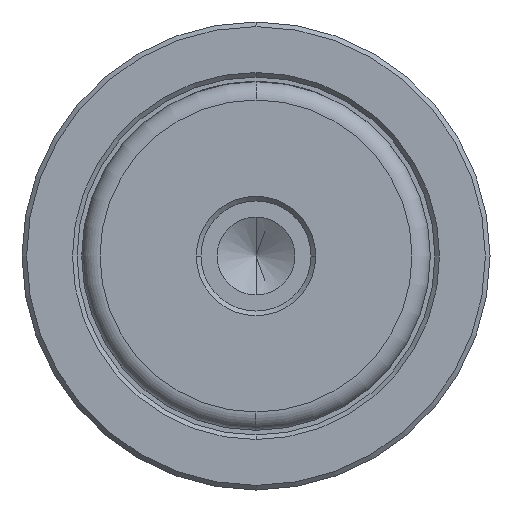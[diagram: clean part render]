
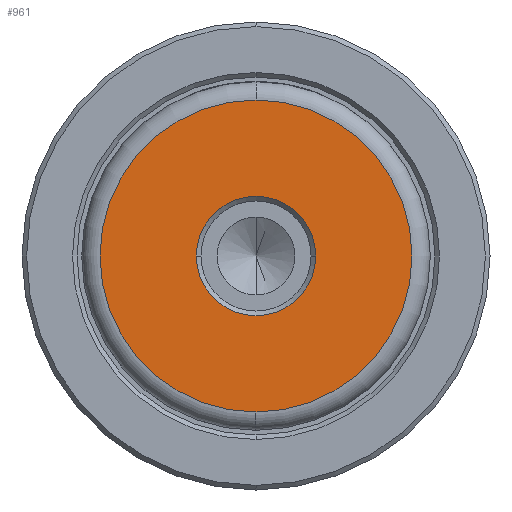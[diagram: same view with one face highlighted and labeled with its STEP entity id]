
A CAD part, left-side view. The second image highlights one B-rep face of the part: STEP entity #961.
In plain terms, the highlighted planar face has unit normal (-1, 0, 0).
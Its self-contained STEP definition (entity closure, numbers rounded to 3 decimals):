
#285 = VERTEX_POINT ( 'NONE', #815 ) ;
#287 = ORIENTED_EDGE ( 'NONE', *, *, #301, .T. ) ;
#301 = EDGE_CURVE ( 'NONE', #1110, #1915, #592, .T. ) ;
#467 = CARTESIAN_POINT ( 'NONE',  ( 0., 0., 16.997 ) ) ;
#543 = DIRECTION ( 'NONE',  ( 1., 0., 0. ) ) ;
#557 = CARTESIAN_POINT ( 'NONE',  ( 0., 0., 0. ) ) ;
#592 = CIRCLE ( 'NONE', #2303, 16.997 ) ;
#735 = DIRECTION ( 'NONE',  ( 0., 0., 1. ) ) ;
#741 = FACE_OUTER_BOUND ( 'NONE', #1025, .T. ) ;
#780 = EDGE_LOOP ( 'NONE', ( #1821, #1588 ) ) ;
#815 = CARTESIAN_POINT ( 'NONE',  ( 0., 6.5, 0. ) ) ;
#818 = EDGE_CURVE ( 'NONE', #1915, #1110, #1509, .T. ) ;
#822 = CARTESIAN_POINT ( 'NONE',  ( 0., 0., 0. ) ) ;
#863 = CARTESIAN_POINT ( 'NONE',  ( 0., 0., 0. ) ) ;
#898 = AXIS2_PLACEMENT_3D ( 'NONE', #1819, #2202, #1085 ) ;
#961 = ADVANCED_FACE ( 'NONE', ( #1188, #741 ), #2021, .T. ) ;
#1007 = EDGE_CURVE ( 'NONE', #2214, #285, #2053, .T. ) ;
#1019 = DIRECTION ( 'NONE',  ( 0., 0., 1. ) ) ;
#1025 = EDGE_LOOP ( 'NONE', ( #287, #1973 ) ) ;
#1058 = DIRECTION ( 'NONE',  ( 0., 0., 1. ) ) ;
#1085 = DIRECTION ( 'NONE',  ( 0., 0., 1. ) ) ;
#1110 = VERTEX_POINT ( 'NONE', #467 ) ;
#1154 = AXIS2_PLACEMENT_3D ( 'NONE', #1640, #543, #1833 ) ;
#1188 = FACE_BOUND ( 'NONE', #780, .T. ) ;
#1313 = CIRCLE ( 'NONE', #1839, 6.5 ) ;
#1321 = AXIS2_PLACEMENT_3D ( 'NONE', #557, #1847, #735 ) ;
#1509 = CIRCLE ( 'NONE', #1321, 16.997 ) ;
#1588 = ORIENTED_EDGE ( 'NONE', *, *, #2108, .T. ) ;
#1640 = CARTESIAN_POINT ( 'NONE',  ( 0., 0., 0. ) ) ;
#1819 = CARTESIAN_POINT ( 'NONE',  ( 0., 0., 0. ) ) ;
#1821 = ORIENTED_EDGE ( 'NONE', *, *, #1007, .T. ) ;
#1833 = DIRECTION ( 'NONE',  ( 0., 0., 1. ) ) ;
#1839 = AXIS2_PLACEMENT_3D ( 'NONE', #863, #2168, #1058 ) ;
#1847 = DIRECTION ( 'NONE',  ( -1., 0., 0. ) ) ;
#1897 = CARTESIAN_POINT ( 'NONE',  ( 0., 0., -16.997 ) ) ;
#1915 = VERTEX_POINT ( 'NONE', #1897 ) ;
#1973 = ORIENTED_EDGE ( 'NONE', *, *, #818, .T. ) ;
#2021 = PLANE ( 'NONE',  #898 ) ;
#2053 = CIRCLE ( 'NONE', #1154, 6.5 ) ;
#2108 = EDGE_CURVE ( 'NONE', #285, #2214, #1313, .T. ) ;
#2127 = DIRECTION ( 'NONE',  ( -1., 0., 0. ) ) ;
#2168 = DIRECTION ( 'NONE',  ( 1., 0., 0. ) ) ;
#2202 = DIRECTION ( 'NONE',  ( -1., 0., 0. ) ) ;
#2214 = VERTEX_POINT ( 'NONE', #2394 ) ;
#2303 = AXIS2_PLACEMENT_3D ( 'NONE', #822, #2127, #1019 ) ;
#2394 = CARTESIAN_POINT ( 'NONE',  ( 0., -6.5, 0. ) ) ;
